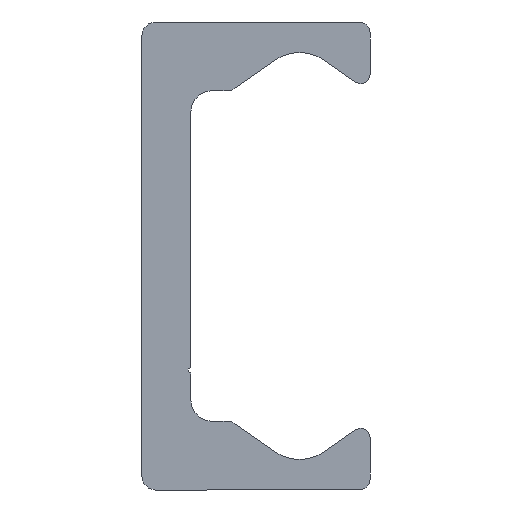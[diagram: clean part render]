
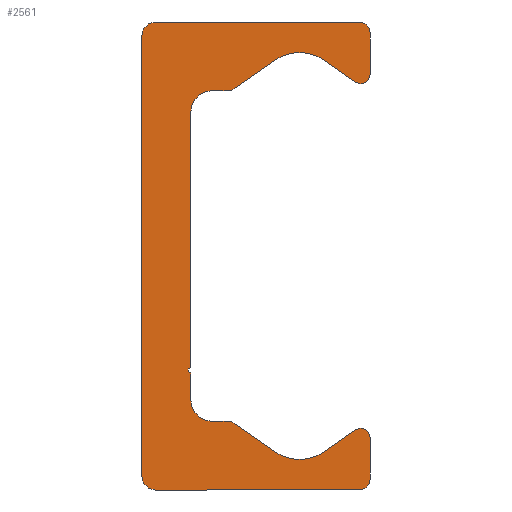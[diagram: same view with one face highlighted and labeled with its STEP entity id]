
A CAD part, left-side view. The second image highlights one B-rep face of the part: STEP entity #2561.
In plain terms, the highlighted planar face has unit normal (-1, 0, 0).
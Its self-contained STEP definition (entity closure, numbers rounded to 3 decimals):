
#1580=CARTESIAN_POINT('',(0.0,9.25,-21.5));
#1581=VERTEX_POINT('',#1580);
#1588=CARTESIAN_POINT('',(0.0,10.5,-20.25));
#1589=VERTEX_POINT('',#1588);
#1590=CARTESIAN_POINT('',(0.0,9.25,-20.25));
#1591=DIRECTION('',(1.0,0.0,0.0));
#1592=DIRECTION('',(0.0,0.0,-1.0));
#1593=AXIS2_PLACEMENT_3D('',#1590,#1591,#1592);
#1594=CIRCLE('',#1593,1.25);
#1595=EDGE_CURVE('',#1581,#1589,#1594,.T.);
#1619=CARTESIAN_POINT('',(0.0,-9.5,-21.5));
#1620=VERTEX_POINT('',#1619);
#1627=CARTESIAN_POINT('',(0.0,-9.5,-21.5));
#1628=DIRECTION('',(0.0,1.0,0.0));
#1629=VECTOR('',#1628,18.75);
#1630=LINE('',#1627,#1629);
#1631=EDGE_CURVE('',#1620,#1581,#1630,.T.);
#1651=CARTESIAN_POINT('',(0.0,-10.5,-20.5));
#1652=VERTEX_POINT('',#1651);
#1659=CARTESIAN_POINT('',(0.0,-9.5,-20.5));
#1660=DIRECTION('',(1.0,0.0,0.0));
#1661=DIRECTION('',(0.0,-1.0,0.0));
#1662=AXIS2_PLACEMENT_3D('',#1659,#1660,#1661);
#1663=CIRCLE('',#1662,1.0);
#1664=EDGE_CURVE('',#1652,#1620,#1663,.T.);
#1683=CARTESIAN_POINT('',(0.0,-10.5,-16.65));
#1684=VERTEX_POINT('',#1683);
#1691=CARTESIAN_POINT('',(0.0,-10.5,-16.65));
#1692=DIRECTION('',(0.0,0.0,-1.0));
#1693=VECTOR('',#1692,3.85);
#1694=LINE('',#1691,#1693);
#1695=EDGE_CURVE('',#1684,#1652,#1694,.T.);
#1715=CARTESIAN_POINT('',(0.0,-9.162,-15.954));
#1716=VERTEX_POINT('',#1715);
#1723=CARTESIAN_POINT('',(0.0,-9.65,-16.65));
#1724=DIRECTION('',(1.0,0.0,0.0));
#1725=DIRECTION('',(0.0,0.574,0.819));
#1726=AXIS2_PLACEMENT_3D('',#1723,#1724,#1725);
#1727=CIRCLE('',#1726,0.85);
#1728=EDGE_CURVE('',#1716,#1684,#1727,.T.);
#1747=CARTESIAN_POINT('',(0.0,-6.294,-17.962));
#1748=VERTEX_POINT('',#1747);
#1755=CARTESIAN_POINT('',(0.0,-6.294,-17.962));
#1756=DIRECTION('',(0.0,-0.819,0.574));
#1757=VECTOR('',#1756,3.501);
#1758=LINE('',#1755,#1757);
#1759=EDGE_CURVE('',#1748,#1716,#1758,.T.);
#1779=CARTESIAN_POINT('',(0.0,-1.706,-17.962));
#1780=VERTEX_POINT('',#1779);
#1787=CARTESIAN_POINT('',(0.0,-4.,-14.685));
#1788=DIRECTION('',(-1.0,0.0,0.0));
#1789=DIRECTION('',(0.0,0.574,0.819));
#1790=AXIS2_PLACEMENT_3D('',#1787,#1788,#1789);
#1791=CIRCLE('',#1790,4.0);
#1792=EDGE_CURVE('',#1780,#1748,#1791,.T.);
#1811=CARTESIAN_POINT('',(0.0,1.981,-15.381));
#1812=VERTEX_POINT('',#1811);
#1819=CARTESIAN_POINT('',(0.0,1.981,-15.381));
#1820=DIRECTION('',(0.0,-0.819,-0.574));
#1821=VECTOR('',#1820,4.5);
#1822=LINE('',#1819,#1821);
#1823=EDGE_CURVE('',#1812,#1780,#1822,.T.);
#1843=CARTESIAN_POINT('',(0.0,2.554,-15.2));
#1844=VERTEX_POINT('',#1843);
#1851=CARTESIAN_POINT('',(0.0,2.554,-16.2));
#1852=DIRECTION('',(1.0,0.0,0.0));
#1853=DIRECTION('',(0.0,0.0,1.0));
#1854=AXIS2_PLACEMENT_3D('',#1851,#1852,#1853);
#1855=CIRCLE('',#1854,1.);
#1856=EDGE_CURVE('',#1844,#1812,#1855,.T.);
#1875=CARTESIAN_POINT('',(0.0,4.0,-15.2));
#1876=VERTEX_POINT('',#1875);
#1883=CARTESIAN_POINT('',(0.0,4.0,-15.2));
#1884=DIRECTION('',(0.0,-1.0,0.0));
#1885=VECTOR('',#1884,1.446);
#1886=LINE('',#1883,#1885);
#1887=EDGE_CURVE('',#1876,#1844,#1886,.T.);
#1907=CARTESIAN_POINT('',(0.0,6.,-13.2));
#1908=VERTEX_POINT('',#1907);
#1915=CARTESIAN_POINT('',(0.0,4.,-13.2));
#1916=DIRECTION('',(-1.0,0.0,0.0));
#1917=DIRECTION('',(0.0,0.0,1.0));
#1918=AXIS2_PLACEMENT_3D('',#1915,#1916,#1917);
#1919=CIRCLE('',#1918,2.0);
#1920=EDGE_CURVE('',#1908,#1876,#1919,.T.);
#1939=CARTESIAN_POINT('',(0.0,6.,-10.75));
#1940=VERTEX_POINT('',#1939);
#1947=CARTESIAN_POINT('',(0.0,6.,-10.75));
#1948=DIRECTION('',(0.0,0.0,-1.0));
#1949=VECTOR('',#1948,2.45);
#1950=LINE('',#1947,#1949);
#1951=EDGE_CURVE('',#1940,#1908,#1950,.T.);
#1971=CARTESIAN_POINT('',(0.0,6.,-10.25));
#1972=VERTEX_POINT('',#1971);
#1979=CARTESIAN_POINT('',(0.0,6.,-10.5));
#1980=DIRECTION('',(-1.0,0.0,0.0));
#1981=DIRECTION('',(0.0,0.0,1.0));
#1982=AXIS2_PLACEMENT_3D('',#1979,#1980,#1981);
#1983=CIRCLE('',#1982,0.25);
#1984=EDGE_CURVE('',#1972,#1940,#1983,.T.);
#2003=CARTESIAN_POINT('',(0.0,6.,13.2));
#2004=VERTEX_POINT('',#2003);
#2011=CARTESIAN_POINT('',(0.0,6.,13.2));
#2012=DIRECTION('',(0.0,0.0,-1.0));
#2013=VECTOR('',#2012,23.45);
#2014=LINE('',#2011,#2013);
#2015=EDGE_CURVE('',#2004,#1972,#2014,.T.);
#2101=CARTESIAN_POINT('',(0.0,4.0,15.2));
#2102=VERTEX_POINT('',#2101);
#2109=CARTESIAN_POINT('',(0.0,4.,13.2));
#2110=DIRECTION('',(-1.0,0.0,0.0));
#2111=DIRECTION('',(0.0,-1.0,0.0));
#2112=AXIS2_PLACEMENT_3D('',#2109,#2110,#2111);
#2113=CIRCLE('',#2112,2.0);
#2114=EDGE_CURVE('',#2102,#2004,#2113,.T.);
#2133=CARTESIAN_POINT('',(0.0,2.554,15.2));
#2134=VERTEX_POINT('',#2133);
#2141=CARTESIAN_POINT('',(0.0,2.554,15.2));
#2142=DIRECTION('',(0.0,1.0,0.0));
#2143=VECTOR('',#2142,1.446);
#2144=LINE('',#2141,#2143);
#2145=EDGE_CURVE('',#2134,#2102,#2144,.T.);
#2165=CARTESIAN_POINT('',(0.0,1.981,15.381));
#2166=VERTEX_POINT('',#2165);
#2173=CARTESIAN_POINT('',(0.0,2.554,16.2));
#2174=DIRECTION('',(1.0,0.0,0.0));
#2175=DIRECTION('',(0.0,-0.574,-0.819));
#2176=AXIS2_PLACEMENT_3D('',#2173,#2174,#2175);
#2177=CIRCLE('',#2176,1.);
#2178=EDGE_CURVE('',#2166,#2134,#2177,.T.);
#2197=CARTESIAN_POINT('',(0.0,-1.706,17.962));
#2198=VERTEX_POINT('',#2197);
#2205=CARTESIAN_POINT('',(0.0,-1.706,17.962));
#2206=DIRECTION('',(0.0,0.819,-0.574));
#2207=VECTOR('',#2206,4.5);
#2208=LINE('',#2205,#2207);
#2209=EDGE_CURVE('',#2198,#2166,#2208,.T.);
#2229=CARTESIAN_POINT('',(0.0,-6.294,17.962));
#2230=VERTEX_POINT('',#2229);
#2237=CARTESIAN_POINT('',(0.0,-4.,14.685));
#2238=DIRECTION('',(-1.0,0.0,0.0));
#2239=DIRECTION('',(0.0,-0.574,-0.819));
#2240=AXIS2_PLACEMENT_3D('',#2237,#2238,#2239);
#2241=CIRCLE('',#2240,4.0);
#2242=EDGE_CURVE('',#2230,#2198,#2241,.T.);
#2261=CARTESIAN_POINT('',(0.0,-9.162,15.954));
#2262=VERTEX_POINT('',#2261);
#2269=CARTESIAN_POINT('',(0.0,-9.162,15.954));
#2270=DIRECTION('',(0.0,0.819,0.574));
#2271=VECTOR('',#2270,3.501);
#2272=LINE('',#2269,#2271);
#2273=EDGE_CURVE('',#2262,#2230,#2272,.T.);
#2293=CARTESIAN_POINT('',(0.0,-10.5,16.65));
#2294=VERTEX_POINT('',#2293);
#2301=CARTESIAN_POINT('',(0.0,-9.65,16.65));
#2302=DIRECTION('',(1.0,0.0,0.0));
#2303=DIRECTION('',(0.0,-1.0,0.0));
#2304=AXIS2_PLACEMENT_3D('',#2301,#2302,#2303);
#2305=CIRCLE('',#2304,0.85);
#2306=EDGE_CURVE('',#2294,#2262,#2305,.T.);
#2325=CARTESIAN_POINT('',(0.0,-10.5,20.5));
#2326=VERTEX_POINT('',#2325);
#2333=CARTESIAN_POINT('',(0.0,-10.5,20.5));
#2334=DIRECTION('',(0.0,0.0,-1.0));
#2335=VECTOR('',#2334,3.85);
#2336=LINE('',#2333,#2335);
#2337=EDGE_CURVE('',#2326,#2294,#2336,.T.);
#2357=CARTESIAN_POINT('',(0.0,-9.5,21.5));
#2358=VERTEX_POINT('',#2357);
#2365=CARTESIAN_POINT('',(0.0,-9.5,20.5));
#2366=DIRECTION('',(1.0,0.0,0.0));
#2367=DIRECTION('',(0.0,0.0,1.0));
#2368=AXIS2_PLACEMENT_3D('',#2365,#2366,#2367);
#2369=CIRCLE('',#2368,1.0);
#2370=EDGE_CURVE('',#2358,#2326,#2369,.T.);
#2389=CARTESIAN_POINT('',(0.0,9.25,21.5));
#2390=VERTEX_POINT('',#2389);
#2397=CARTESIAN_POINT('',(0.0,9.25,21.5));
#2398=DIRECTION('',(0.0,-1.0,0.0));
#2399=VECTOR('',#2398,18.75);
#2400=LINE('',#2397,#2399);
#2401=EDGE_CURVE('',#2390,#2358,#2400,.T.);
#2421=CARTESIAN_POINT('',(0.0,10.5,20.25));
#2422=VERTEX_POINT('',#2421);
#2429=CARTESIAN_POINT('',(0.0,9.25,20.25));
#2430=DIRECTION('',(1.0,0.0,0.0));
#2431=DIRECTION('',(0.0,1.0,0.0));
#2432=AXIS2_PLACEMENT_3D('',#2429,#2430,#2431);
#2433=CIRCLE('',#2432,1.25);
#2434=EDGE_CURVE('',#2422,#2390,#2433,.T.);
#2452=CARTESIAN_POINT('',(0.0,10.5,-20.25));
#2453=DIRECTION('',(0.0,0.0,1.0));
#2454=VECTOR('',#2453,40.5);
#2455=LINE('',#2452,#2454);
#2456=EDGE_CURVE('',#1589,#2422,#2455,.T.);
#2528=CARTESIAN_POINT('',(0.0,2.66,-0.019));
#2529=DIRECTION('',(1.0,0.0,0.0));
#2530=DIRECTION('',(0.0,0.0,-1.0));
#2531=AXIS2_PLACEMENT_3D('',#2528,#2529,#2530);
#2532=PLANE('',#2531);
#2533=ORIENTED_EDGE('',*,*,#2456,.F.);
#2534=ORIENTED_EDGE('',*,*,#1595,.F.);
#2535=ORIENTED_EDGE('',*,*,#1631,.F.);
#2536=ORIENTED_EDGE('',*,*,#1664,.F.);
#2537=ORIENTED_EDGE('',*,*,#1695,.F.);
#2538=ORIENTED_EDGE('',*,*,#1728,.F.);
#2539=ORIENTED_EDGE('',*,*,#1759,.F.);
#2540=ORIENTED_EDGE('',*,*,#1792,.F.);
#2541=ORIENTED_EDGE('',*,*,#1823,.F.);
#2542=ORIENTED_EDGE('',*,*,#1856,.F.);
#2543=ORIENTED_EDGE('',*,*,#1887,.F.);
#2544=ORIENTED_EDGE('',*,*,#1920,.F.);
#2545=ORIENTED_EDGE('',*,*,#1951,.F.);
#2546=ORIENTED_EDGE('',*,*,#1984,.F.);
#2547=ORIENTED_EDGE('',*,*,#2015,.F.);
#2548=ORIENTED_EDGE('',*,*,#2114,.F.);
#2549=ORIENTED_EDGE('',*,*,#2145,.F.);
#2550=ORIENTED_EDGE('',*,*,#2178,.F.);
#2551=ORIENTED_EDGE('',*,*,#2209,.F.);
#2552=ORIENTED_EDGE('',*,*,#2242,.F.);
#2553=ORIENTED_EDGE('',*,*,#2273,.F.);
#2554=ORIENTED_EDGE('',*,*,#2306,.F.);
#2555=ORIENTED_EDGE('',*,*,#2337,.F.);
#2556=ORIENTED_EDGE('',*,*,#2370,.F.);
#2557=ORIENTED_EDGE('',*,*,#2401,.F.);
#2558=ORIENTED_EDGE('',*,*,#2434,.F.);
#2559=EDGE_LOOP('',(#2533,#2534,#2535,#2536,#2537,#2538,#2539,#2540,#2541,#2542,#2543,#2544,#2545,#2546,#2547,#2548,#2549,#2550,#2551,#2552,#2553,#2554,#2555,#2556,#2557,#2558));
#2560=FACE_OUTER_BOUND('',#2559,.T.);
#2561=ADVANCED_FACE('',(#2560),#2532,.F.);
